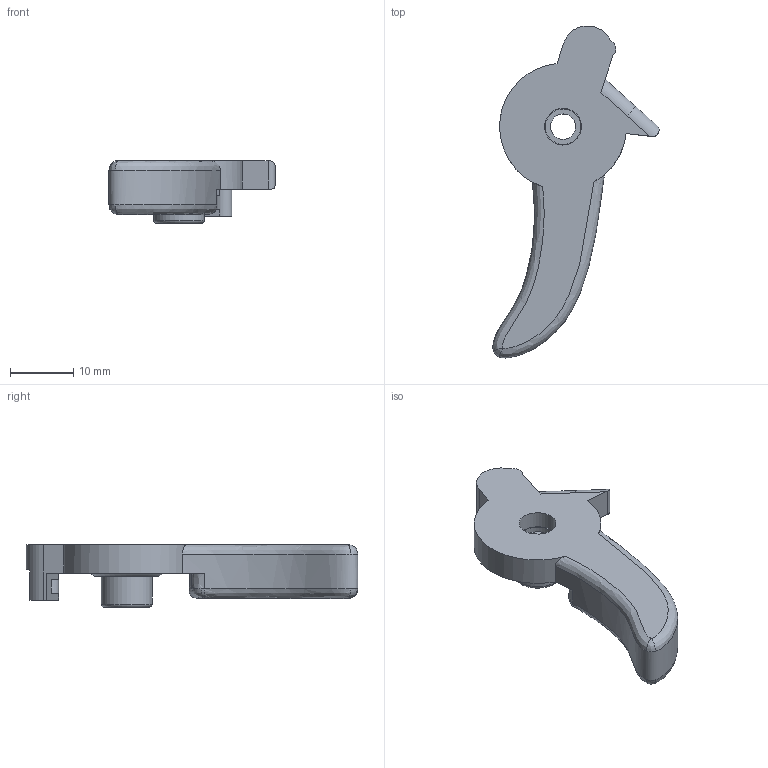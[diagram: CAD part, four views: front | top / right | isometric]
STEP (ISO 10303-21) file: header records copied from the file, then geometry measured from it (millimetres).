
FILE_DESCRIPTION(/* description */ (''),/* implementation_level */ '2;1');
FILE_NAME(/* name */ 'TrigV3.2Tick.step',/* time_stamp */ '2024-10-21T12:41:02+02:00',/* author */ (''),/* organization */ (''),/* preprocessor_version */ 'ST-DEVELOPER v20',/* originating_system */ 'Autodesk Translation Framework v13.14.0.145',/* authorisation */ '');
FILE_SCHEMA (('AUTOMOTIVE_DESIGN { 1 0 10303 214 3 1 1 }'));
Length unit declared in the file: millimetre
Products named in the file (1): TrigV3.2Tick
Bounding box: 26.2 x 52.34 x 9.9 mm (x, y, z)
Volume: 3951.6 mm3; surface area: 2401.5 mm2
Topology: 1 solids, 1 shells, 45 faces, 123 edges, 79 vertices
Faces by surface type: plane 17, cylinder 14, bspline 11, torus 3
Full cylindrical faces by diameter (mm): 3 x1, 4 x1, 5.6 x1, 5.8 x1, 8 x1
Entity records: 2218 total; most frequent: CARTESIAN_POINT 1106, ORIENTED_EDGE 240, DIRECTION 198, EDGE_CURVE 120, VERTEX_POINT 79, AXIS2_PLACEMENT_3D 78, EDGE_LOOP 51, FACE_OUTER_BOUND 45
